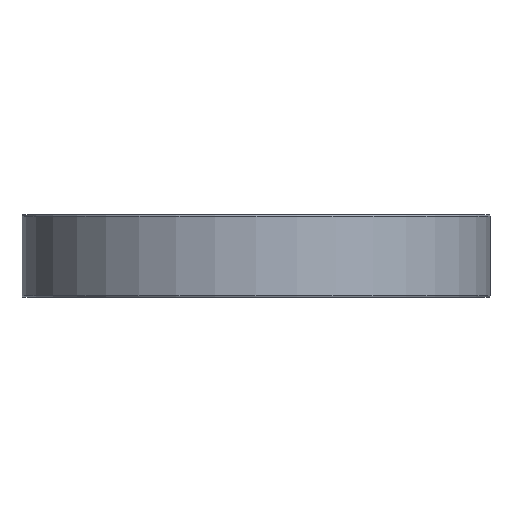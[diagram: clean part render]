
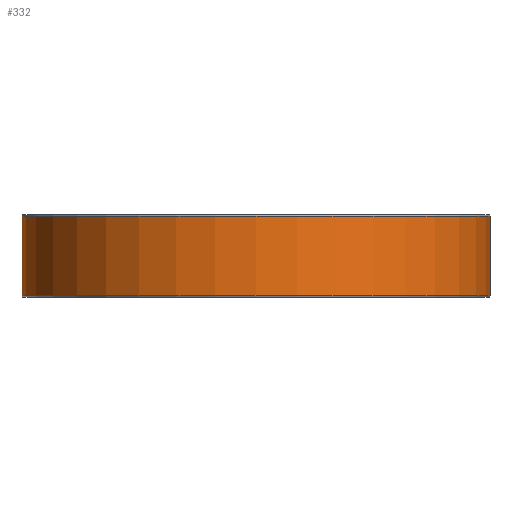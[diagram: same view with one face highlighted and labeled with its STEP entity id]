
A CAD part, front view. The second image highlights one B-rep face of the part: STEP entity #332.
In plain terms, the highlighted cylindrical face has radius 79 mm (diameter 158 mm), a full revolution.
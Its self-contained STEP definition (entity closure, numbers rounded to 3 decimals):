
#46=FACE_OUTER_BOUND('',#68,.T.);
#68=EDGE_LOOP('',(#297,#298,#299,#300));
#84=CIRCLE('',#377,79.);
#86=CIRCLE('',#380,79.);
#118=LINE('',#2572,#126);
#126=VECTOR('',#458,79.);
#156=VERTEX_POINT('',#2566);
#157=VERTEX_POINT('',#2570);
#202=EDGE_CURVE('',#156,#156,#84,.T.);
#204=EDGE_CURVE('',#157,#157,#86,.T.);
#205=EDGE_CURVE('',#157,#156,#118,.T.);
#297=ORIENTED_EDGE('',*,*,#204,.F.);
#298=ORIENTED_EDGE('',*,*,#205,.T.);
#299=ORIENTED_EDGE('',*,*,#202,.F.);
#300=ORIENTED_EDGE('',*,*,#205,.F.);
#313=CYLINDRICAL_SURFACE('',#379,79.);
#332=ADVANCED_FACE('',(#46),#313,.T.);
#377=AXIS2_PLACEMENT_3D('',#2567,#450,#451);
#379=AXIS2_PLACEMENT_3D('',#2569,#454,#455);
#380=AXIS2_PLACEMENT_3D('',#2571,#456,#457);
#450=DIRECTION('center_axis',(0.,0.,-1.));
#451=DIRECTION('ref_axis',(1.,0.,0.));
#454=DIRECTION('center_axis',(0.,0.,1.));
#455=DIRECTION('ref_axis',(1.,0.,0.));
#456=DIRECTION('center_axis',(0.,0.,1.));
#457=DIRECTION('ref_axis',(1.,0.,0.));
#458=DIRECTION('',(0.,0.,-1.));
#2566=CARTESIAN_POINT('',(-79.,0.,0.5));
#2567=CARTESIAN_POINT('Origin',(0.,0.,0.5));
#2569=CARTESIAN_POINT('Origin',(0.,0.,0.));
#2570=CARTESIAN_POINT('',(-79.,0.,27.5));
#2571=CARTESIAN_POINT('Origin',(0.,0.,27.5));
#2572=CARTESIAN_POINT('',(-79.,0.,0.));
